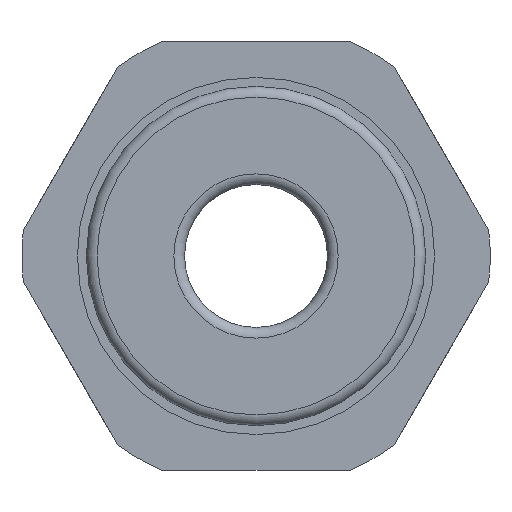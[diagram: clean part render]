
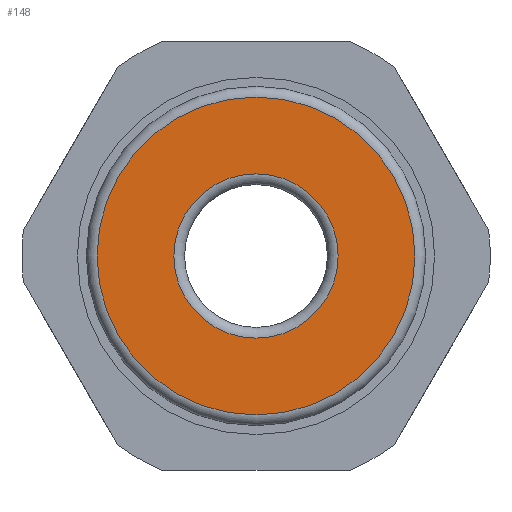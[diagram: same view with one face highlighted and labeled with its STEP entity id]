
A CAD part, left-side view. The second image highlights one B-rep face of the part: STEP entity #148.
In plain terms, the highlighted planar face has unit normal (-1, 0, 0).
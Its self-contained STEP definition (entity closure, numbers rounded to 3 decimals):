
#148 = ADVANCED_FACE( '', ( #347, #348 ), #349, .T. );
#347 = FACE_BOUND( '', #596, .T. );
#348 = FACE_OUTER_BOUND( '', #597, .T. );
#349 = PLANE( '', #598 );
#596 = EDGE_LOOP( '', ( #984 ) );
#597 = EDGE_LOOP( '', ( #985 ) );
#598 = AXIS2_PLACEMENT_3D( '', #986, #987, #988 );
#984 = ORIENTED_EDGE( '', *, *, #1529, .T. );
#985 = ORIENTED_EDGE( '', *, *, #1464, .F. );
#986 = CARTESIAN_POINT( '', ( 0., 10.013, 0. ) );
#987 = DIRECTION( '', ( -1., 0., 0. ) );
#988 = DIRECTION( '', ( 0., 0., 1. ) );
#1464 = EDGE_CURVE( '', #1765, #1765, #1766, .T. );
#1529 = EDGE_CURVE( '', #1868, #1868, #1869, .T. );
#1765 = VERTEX_POINT( '', #2190 );
#1766 = CIRCLE( '', #2191, 10.013 );
#1868 = VERTEX_POINT( '', #2355 );
#1869 = CIRCLE( '', #2356, 5.175 );
#2190 = CARTESIAN_POINT( '', ( 0., 0., -10.013 ) );
#2191 = AXIS2_PLACEMENT_3D( '', #2659, #2660, #2661 );
#2355 = CARTESIAN_POINT( '', ( 0., 0., -5.175 ) );
#2356 = AXIS2_PLACEMENT_3D( '', #2743, #2744, #2745 );
#2659 = CARTESIAN_POINT( '', ( 0., 0., 0. ) );
#2660 = DIRECTION( '', ( 1., 0., 0. ) );
#2661 = DIRECTION( '', ( 0., 0., -1. ) );
#2743 = CARTESIAN_POINT( '', ( 0., 0., 0. ) );
#2744 = DIRECTION( '', ( 1., 0., 0. ) );
#2745 = DIRECTION( '', ( 0., 0., -1. ) );
